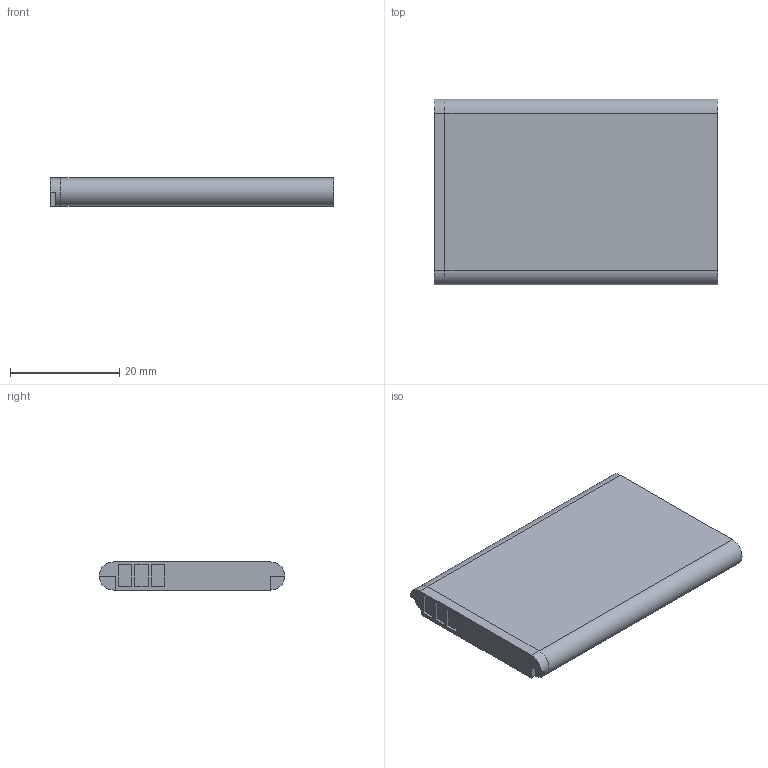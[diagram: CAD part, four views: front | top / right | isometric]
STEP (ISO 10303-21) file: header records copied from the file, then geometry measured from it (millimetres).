
FILE_DESCRIPTION(('FreeCAD Model'),'2;1');
FILE_NAME( 'BATTERIE_Model BL-5C.step', '2019-12-15T19:09:59',('Author'),(''), 'Open CASCADE STEP processor 7.2','FreeCAD','Unknown');
FILE_SCHEMA(('AUTOMOTIVE_DESIGN { 1 0 10303 214 1 1 1 1 }'));
Length unit declared in the file: millimetre
Products named in the file (1): BATTERIE_M:BL-5C
Bounding box: 52 x 34 x 5.15 mm (x, y, z)
Volume: 8782.7 mm3; surface area: 4202.2 mm2
Topology: 1 solids, 1 shells, 31 faces, 73 edges, 47 vertices
Faces by surface type: plane 27, cylinder 4
Entity records: 2039 total; most frequent: CARTESIAN_POINT 324, DIRECTION 270, LINE 185, VECTOR 185, ORIENTED_EDGE 146, PCURVE 146, DEFINITIONAL_REPRESENTATION 146, EDGE_CURVE 73
